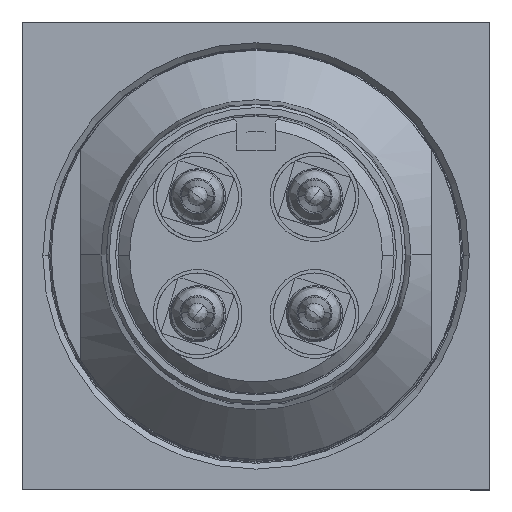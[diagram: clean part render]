
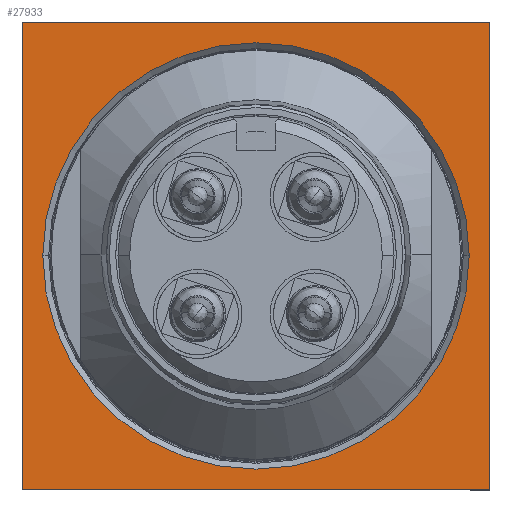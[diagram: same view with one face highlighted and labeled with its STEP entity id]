
A CAD part, top view. The second image highlights one B-rep face of the part: STEP entity #27933.
In plain terms, the highlighted planar face has unit normal (0, 0, 1).
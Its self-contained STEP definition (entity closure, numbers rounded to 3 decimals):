
#2502 = CARTESIAN_POINT ( 'NONE',  ( 4., 4., 0. ) ) ;
#2574 = DIRECTION ( 'NONE',  ( -1., 0., 0. ) ) ;
#2668 = VERTEX_POINT ( 'NONE', #46194 ) ;
#2883 = LINE ( 'NONE', #2502, #38600 ) ;
#6727 = EDGE_CURVE ( 'NONE', #44773, #2668, #31696, .T. ) ;
#7940 = DIRECTION ( 'NONE',  ( 0., 0., 1. ) ) ;
#9190 = AXIS2_PLACEMENT_3D ( 'NONE', #38471, #10524, #43143 ) ;
#10243 = AXIS2_PLACEMENT_3D ( 'NONE', #55414, #27551, #60085 ) ;
#10524 = DIRECTION ( 'NONE',  ( 0., 0., 1. ) ) ;
#11627 = DIRECTION ( 'NONE',  ( 0., -1., 0. ) ) ;
#14121 = ORIENTED_EDGE ( 'NONE', *, *, #6727, .F. ) ;
#14704 = VERTEX_POINT ( 'NONE', #50580 ) ;
#17639 = CARTESIAN_POINT ( 'NONE',  ( -4., 4., 0. ) ) ;
#18907 = FACE_BOUND ( 'NONE', #24937, .T. ) ;
#19194 = EDGE_CURVE ( 'NONE', #2668, #29596, #2883, .T. ) ;
#19255 = VECTOR ( 'NONE', #38352, 1000. ) ;
#21105 = CARTESIAN_POINT ( 'NONE',  ( 4., -4., 0. ) ) ;
#24247 = ORIENTED_EDGE ( 'NONE', *, *, #54532, .F. ) ;
#24937 = EDGE_LOOP ( 'NONE', ( #59784, #50026 ) ) ;
#26853 = VERTEX_POINT ( 'NONE', #51931 ) ;
#27551 = DIRECTION ( 'NONE',  ( 0., 0., -1. ) ) ;
#27933 = ADVANCED_FACE ( 'NONE', ( #32800, #18907 ), #41157, .F. ) ;
#28152 = CIRCLE ( 'NONE', #9190, 3.645 ) ;
#29321 = ORIENTED_EDGE ( 'NONE', *, *, #19194, .F. ) ;
#29596 = VERTEX_POINT ( 'NONE', #33620 ) ;
#30539 = CARTESIAN_POINT ( 'NONE',  ( -4., -4., 0. ) ) ;
#31092 = CIRCLE ( 'NONE', #44562, 3.645 ) ;
#31696 = LINE ( 'NONE', #33670, #19255 ) ;
#32800 = FACE_OUTER_BOUND ( 'NONE', #33462, .T. ) ;
#33462 = EDGE_LOOP ( 'NONE', ( #29321, #14121, #24247, #35248 ) ) ;
#33620 = CARTESIAN_POINT ( 'NONE',  ( 4., -4., 0. ) ) ;
#33670 = CARTESIAN_POINT ( 'NONE',  ( -4., 4., 0. ) ) ;
#34700 = EDGE_CURVE ( 'NONE', #29596, #46121, #55076, .T. ) ;
#35248 = ORIENTED_EDGE ( 'NONE', *, *, #34700, .F. ) ;
#35825 = CARTESIAN_POINT ( 'NONE',  ( 0., 0., 0. ) ) ;
#36490 = VECTOR ( 'NONE', #58471, 1000. ) ;
#38352 = DIRECTION ( 'NONE',  ( 1., 0., 0. ) ) ;
#38471 = CARTESIAN_POINT ( 'NONE',  ( 0., 0., 0. ) ) ;
#38600 = VECTOR ( 'NONE', #11627, 1000. ) ;
#40538 = DIRECTION ( 'NONE',  ( 1., 0., 0. ) ) ;
#41157 = PLANE ( 'NONE',  #10243 ) ;
#42684 = VECTOR ( 'NONE', #2574, 1000. ) ;
#43143 = DIRECTION ( 'NONE',  ( 1., 0., 0. ) ) ;
#44562 = AXIS2_PLACEMENT_3D ( 'NONE', #35825, #7940, #40538 ) ;
#44773 = VERTEX_POINT ( 'NONE', #17639 ) ;
#46121 = VERTEX_POINT ( 'NONE', #53915 ) ;
#46194 = CARTESIAN_POINT ( 'NONE',  ( 4., 4., 0. ) ) ;
#50026 = ORIENTED_EDGE ( 'NONE', *, *, #52801, .F. ) ;
#50357 = LINE ( 'NONE', #30539, #36490 ) ;
#50559 = EDGE_CURVE ( 'NONE', #14704, #26853, #31092, .T. ) ;
#50580 = CARTESIAN_POINT ( 'NONE',  ( 3.645, 0., 0. ) ) ;
#51931 = CARTESIAN_POINT ( 'NONE',  ( -3.645, 0., 0. ) ) ;
#52801 = EDGE_CURVE ( 'NONE', #26853, #14704, #28152, .T. ) ;
#53915 = CARTESIAN_POINT ( 'NONE',  ( -4., -4., 0. ) ) ;
#54532 = EDGE_CURVE ( 'NONE', #46121, #44773, #50357, .T. ) ;
#55076 = LINE ( 'NONE', #21105, #42684 ) ;
#55414 = CARTESIAN_POINT ( 'NONE',  ( -3.545, 0., 0. ) ) ;
#58471 = DIRECTION ( 'NONE',  ( 0., 1., 0. ) ) ;
#59784 = ORIENTED_EDGE ( 'NONE', *, *, #50559, .F. ) ;
#60085 = DIRECTION ( 'NONE',  ( -1., 0., 0. ) ) ;
